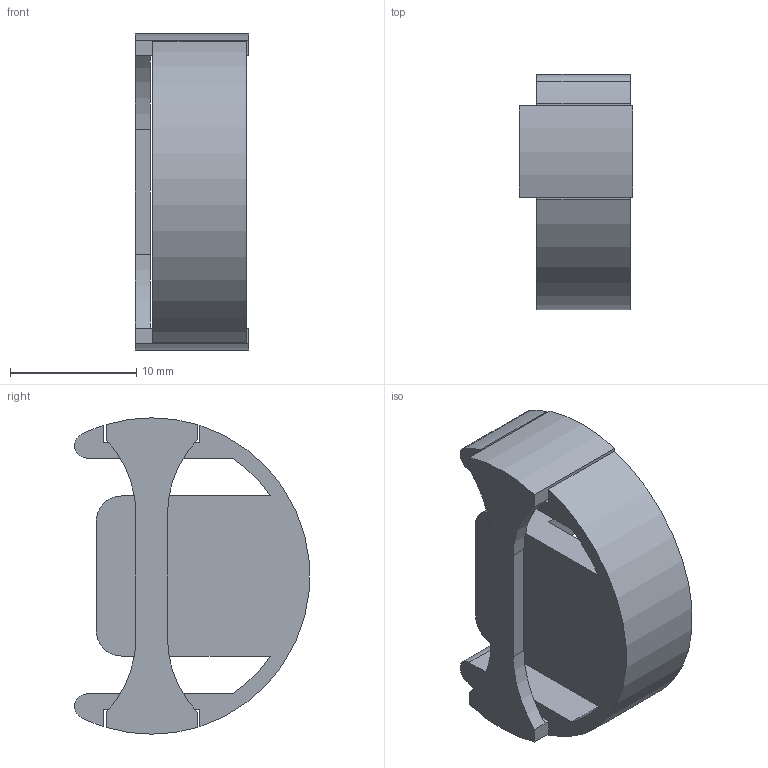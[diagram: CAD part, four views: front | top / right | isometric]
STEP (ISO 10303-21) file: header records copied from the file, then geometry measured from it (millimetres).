
FILE_DESCRIPTION(/* description */ (''),/* implementation_level */ '2;1');
FILE_NAME(/* name */ '1.2mm Port Module v8.step',/* time_stamp */ '2020-02-17T14:19:12-05:00',/* author */ (''),/* organization */ (''),/* preprocessor_version */ 'ST-DEVELOPER v18',/* originating_system */ 'Autodesk Translation Framework v8.12.0.6',/* authorisation */ '');
FILE_SCHEMA (('AUTOMOTIVE_DESIGN { 1 0 10303 214 3 1 1 }'));
Length unit declared in the file: millimetre
Products named in the file (3): 1.2mm Port Module; Port Cradle; Rails
Assembly tree (2 placements, depth 2):
  1.2mm Port Module
    Port Cradle
    Rails
Bounding box: 9 x 18.62 x 25.1 mm (x, y, z)
Volume: 1533.4 mm3; surface area: 2215.7 mm2
Topology: 2 solids, 2 shells, 53 faces, 141 edges, 92 vertices
Faces by surface type: plane 37, cylinder 16
Full cylindrical faces by diameter (mm): 4.6 x1
Entity records: 1717 total; most frequent: CARTESIAN_POINT 291, DIRECTION 289, ORIENTED_EDGE 282, EDGE_CURVE 141, LINE 109, VECTOR 109, VERTEX_POINT 92, AXIS2_PLACEMENT_3D 90
